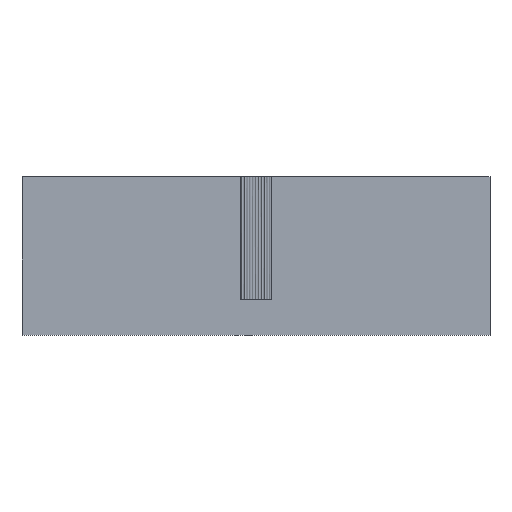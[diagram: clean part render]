
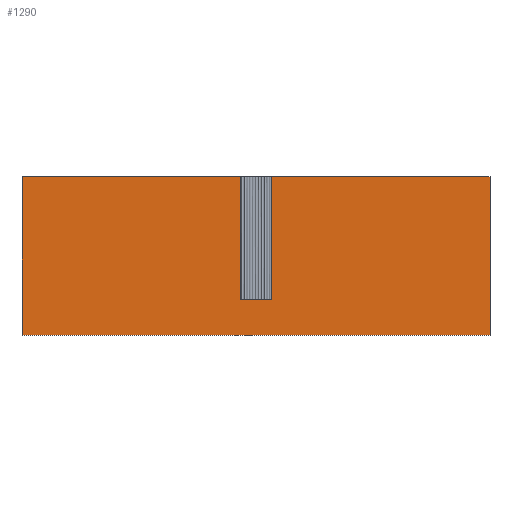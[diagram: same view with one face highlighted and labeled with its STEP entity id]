
A CAD part, top view. The second image highlights one B-rep face of the part: STEP entity #1290.
In plain terms, the highlighted planar face has unit normal (0, 0, 1).
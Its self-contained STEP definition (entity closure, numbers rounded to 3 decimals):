
#59=PLANE('',#1504);
#150=FACE_OUTER_BOUND('',#241,.T.);
#241=EDGE_LOOP('',(#1119,#1120,#1121,#1122,#1123,#1124,#1125,#1126,#1127,
#1128,#1129,#1130,#1131,#1132,#1133,#1134,#1135,#1136,#1137,#1138,#1139,
#1140,#1141,#1142,#1143,#1144,#1145));
#349=LINE('',#1988,#434);
#354=LINE('',#2012,#439);
#393=LINE('',#2256,#478);
#397=LINE('',#2263,#482);
#401=LINE('',#2270,#486);
#402=LINE('',#2272,#487);
#403=LINE('',#2274,#488);
#404=LINE('',#2276,#489);
#405=LINE('',#2278,#490);
#406=LINE('',#2280,#491);
#407=LINE('',#2283,#492);
#408=LINE('',#2286,#493);
#409=LINE('',#2288,#494);
#410=LINE('',#2290,#495);
#411=LINE('',#2292,#496);
#412=LINE('',#2294,#497);
#413=LINE('',#2296,#498);
#414=LINE('',#2298,#499);
#415=LINE('',#2300,#500);
#416=LINE('',#2302,#501);
#417=LINE('',#2304,#502);
#418=LINE('',#2306,#503);
#422=LINE('',#2314,#507);
#423=LINE('',#2317,#508);
#426=LINE('',#2328,#511);
#427=LINE('',#2330,#512);
#428=LINE('',#2331,#513);
#434=VECTOR('',#1513,10.);
#439=VECTOR('',#1536,10.);
#478=VECTOR('',#1875,10.);
#482=VECTOR('',#1879,10.);
#486=VECTOR('',#1885,10.);
#487=VECTOR('',#1888,10.);
#488=VECTOR('',#1891,10.);
#489=VECTOR('',#1894,10.);
#490=VECTOR('',#1897,10.);
#491=VECTOR('',#1900,10.);
#492=VECTOR('',#1903,10.);
#493=VECTOR('',#1908,10.);
#494=VECTOR('',#1911,10.);
#495=VECTOR('',#1914,10.);
#496=VECTOR('',#1917,10.);
#497=VECTOR('',#1920,10.);
#498=VECTOR('',#1923,10.);
#499=VECTOR('',#1926,10.);
#500=VECTOR('',#1929,10.);
#501=VECTOR('',#1932,10.);
#502=VECTOR('',#1935,10.);
#503=VECTOR('',#1938,10.);
#507=VECTOR('',#1946,10.);
#508=VECTOR('',#1951,10.);
#511=VECTOR('',#1968,10.);
#512=VECTOR('',#1969,10.);
#513=VECTOR('',#1970,10.);
#519=VERTEX_POINT('',#1986);
#520=VERTEX_POINT('',#1987);
#529=VERTEX_POINT('',#2010);
#530=VERTEX_POINT('',#2011);
#533=VERTEX_POINT('',#2021);
#536=VERTEX_POINT('',#2034);
#539=VERTEX_POINT('',#2047);
#542=VERTEX_POINT('',#2060);
#545=VERTEX_POINT('',#2073);
#548=VERTEX_POINT('',#2086);
#551=VERTEX_POINT('',#2099);
#554=VERTEX_POINT('',#2112);
#557=VERTEX_POINT('',#2125);
#562=VERTEX_POINT('',#2140);
#565=VERTEX_POINT('',#2151);
#568=VERTEX_POINT('',#2164);
#571=VERTEX_POINT('',#2177);
#574=VERTEX_POINT('',#2190);
#577=VERTEX_POINT('',#2203);
#580=VERTEX_POINT('',#2216);
#583=VERTEX_POINT('',#2229);
#584=VERTEX_POINT('',#2240);
#585=VERTEX_POINT('',#2255);
#588=VERTEX_POINT('',#2261);
#591=VERTEX_POINT('',#2282);
#594=VERTEX_POINT('',#2327);
#595=VERTEX_POINT('',#2329);
#598=EDGE_CURVE('',#519,#520,#349,.T.);
#609=EDGE_CURVE('',#529,#530,#354,.T.);
#742=EDGE_CURVE('',#585,#519,#393,.T.);
#746=EDGE_CURVE('',#530,#588,#397,.T.);
#750=EDGE_CURVE('',#571,#568,#401,.T.);
#751=EDGE_CURVE('',#574,#571,#402,.T.);
#752=EDGE_CURVE('',#577,#574,#403,.T.);
#753=EDGE_CURVE('',#580,#577,#404,.T.);
#754=EDGE_CURVE('',#583,#580,#405,.T.);
#755=EDGE_CURVE('',#584,#583,#406,.T.);
#756=EDGE_CURVE('',#591,#562,#407,.T.);
#758=EDGE_CURVE('',#562,#584,#408,.T.);
#759=EDGE_CURVE('',#565,#529,#409,.T.);
#760=EDGE_CURVE('',#568,#565,#410,.T.);
#761=EDGE_CURVE('',#551,#554,#411,.T.);
#762=EDGE_CURVE('',#548,#551,#412,.T.);
#763=EDGE_CURVE('',#545,#548,#413,.T.);
#764=EDGE_CURVE('',#542,#545,#414,.T.);
#765=EDGE_CURVE('',#539,#542,#415,.T.);
#766=EDGE_CURVE('',#536,#539,#416,.T.);
#767=EDGE_CURVE('',#520,#533,#417,.T.);
#768=EDGE_CURVE('',#533,#536,#418,.T.);
#772=EDGE_CURVE('',#554,#557,#422,.T.);
#774=EDGE_CURVE('',#557,#591,#423,.T.);
#778=EDGE_CURVE('',#588,#594,#426,.T.);
#779=EDGE_CURVE('',#594,#595,#427,.T.);
#780=EDGE_CURVE('',#595,#585,#428,.T.);
#1119=ORIENTED_EDGE('',*,*,#598,.T.);
#1120=ORIENTED_EDGE('',*,*,#767,.T.);
#1121=ORIENTED_EDGE('',*,*,#768,.T.);
#1122=ORIENTED_EDGE('',*,*,#766,.T.);
#1123=ORIENTED_EDGE('',*,*,#765,.T.);
#1124=ORIENTED_EDGE('',*,*,#764,.T.);
#1125=ORIENTED_EDGE('',*,*,#763,.T.);
#1126=ORIENTED_EDGE('',*,*,#762,.T.);
#1127=ORIENTED_EDGE('',*,*,#761,.T.);
#1128=ORIENTED_EDGE('',*,*,#772,.T.);
#1129=ORIENTED_EDGE('',*,*,#774,.T.);
#1130=ORIENTED_EDGE('',*,*,#756,.T.);
#1131=ORIENTED_EDGE('',*,*,#758,.T.);
#1132=ORIENTED_EDGE('',*,*,#755,.T.);
#1133=ORIENTED_EDGE('',*,*,#754,.T.);
#1134=ORIENTED_EDGE('',*,*,#753,.T.);
#1135=ORIENTED_EDGE('',*,*,#752,.T.);
#1136=ORIENTED_EDGE('',*,*,#751,.T.);
#1137=ORIENTED_EDGE('',*,*,#750,.T.);
#1138=ORIENTED_EDGE('',*,*,#760,.T.);
#1139=ORIENTED_EDGE('',*,*,#759,.T.);
#1140=ORIENTED_EDGE('',*,*,#609,.T.);
#1141=ORIENTED_EDGE('',*,*,#746,.T.);
#1142=ORIENTED_EDGE('',*,*,#778,.T.);
#1143=ORIENTED_EDGE('',*,*,#779,.T.);
#1144=ORIENTED_EDGE('',*,*,#780,.T.);
#1145=ORIENTED_EDGE('',*,*,#742,.T.);
#1290=ADVANCED_FACE('',(#150),#59,.T.);
#1504=AXIS2_PLACEMENT_3D('',#2326,#1966,#1967);
#1513=DIRECTION('',(0.,-1.,0.));
#1536=DIRECTION('',(0.,1.,0.));
#1875=DIRECTION('',(-1.,0.,0.));
#1879=DIRECTION('',(-1.,0.,0.));
#1885=DIRECTION('',(-1.,0.,0.));
#1888=DIRECTION('',(-1.,0.,0.));
#1891=DIRECTION('',(-1.,0.,0.));
#1894=DIRECTION('',(-1.,0.,0.));
#1897=DIRECTION('',(-1.,0.,0.));
#1900=DIRECTION('',(-1.,0.,0.));
#1903=DIRECTION('',(-1.,0.,0.));
#1908=DIRECTION('',(-1.,0.,0.));
#1911=DIRECTION('',(-1.,0.,0.));
#1914=DIRECTION('',(-1.,0.,0.));
#1917=DIRECTION('',(-1.,0.,0.));
#1920=DIRECTION('',(-1.,0.,0.));
#1923=DIRECTION('',(-1.,0.,0.));
#1926=DIRECTION('',(-1.,0.,0.));
#1929=DIRECTION('',(-1.,0.,0.));
#1932=DIRECTION('',(-1.,0.,0.));
#1935=DIRECTION('',(-1.,0.,0.));
#1938=DIRECTION('',(-1.,0.,0.));
#1946=DIRECTION('',(-1.,0.,0.));
#1951=DIRECTION('',(-1.,0.,0.));
#1966=DIRECTION('center_axis',(0.,0.,1.));
#1967=DIRECTION('ref_axis',(1.,0.,0.));
#1968=DIRECTION('',(0.,-1.,0.));
#1969=DIRECTION('',(1.,0.,0.));
#1970=DIRECTION('',(0.,1.,0.));
#1986=CARTESIAN_POINT('',(2.5,12.9,4.));
#1987=CARTESIAN_POINT('',(2.5,-7.1,4.));
#1988=CARTESIAN_POINT('',(2.5,6.45,4.));
#2010=CARTESIAN_POINT('',(-2.5,-7.1,4.));
#2011=CARTESIAN_POINT('',(-2.5,12.9,4.));
#2012=CARTESIAN_POINT('',(-2.5,-3.55,4.));
#2021=CARTESIAN_POINT('',(2.25,-7.1,4.));
#2034=CARTESIAN_POINT('',(2.,-7.1,4.));
#2047=CARTESIAN_POINT('',(1.75,-7.1,4.));
#2060=CARTESIAN_POINT('',(1.5,-7.1,4.));
#2073=CARTESIAN_POINT('',(1.25,-7.1,4.));
#2086=CARTESIAN_POINT('',(1.,-7.1,4.));
#2099=CARTESIAN_POINT('',(0.75,-7.1,4.));
#2112=CARTESIAN_POINT('',(0.5,-7.1,4.));
#2125=CARTESIAN_POINT('',(0.25,-7.1,4.));
#2140=CARTESIAN_POINT('',(-0.25,-7.1,4.));
#2151=CARTESIAN_POINT('',(-2.25,-7.1,4.));
#2164=CARTESIAN_POINT('',(-2.,-7.1,4.));
#2177=CARTESIAN_POINT('',(-1.75,-7.1,4.));
#2190=CARTESIAN_POINT('',(-1.5,-7.1,4.));
#2203=CARTESIAN_POINT('',(-1.25,-7.1,4.));
#2216=CARTESIAN_POINT('',(-1.,-7.1,4.));
#2229=CARTESIAN_POINT('',(-0.75,-7.1,4.));
#2240=CARTESIAN_POINT('',(-0.5,-7.1,4.));
#2255=CARTESIAN_POINT('',(38.,12.9,4.));
#2256=CARTESIAN_POINT('',(38.,12.9,4.));
#2261=CARTESIAN_POINT('',(-38.,12.9,4.));
#2263=CARTESIAN_POINT('',(38.,12.9,4.));
#2270=CARTESIAN_POINT('',(1.25,-7.1,4.));
#2272=CARTESIAN_POINT('',(1.25,-7.1,4.));
#2274=CARTESIAN_POINT('',(1.25,-7.1,4.));
#2276=CARTESIAN_POINT('',(1.25,-7.1,4.));
#2278=CARTESIAN_POINT('',(1.25,-7.1,4.));
#2280=CARTESIAN_POINT('',(1.25,-7.1,4.));
#2282=CARTESIAN_POINT('',(0.,-7.1,4.));
#2283=CARTESIAN_POINT('',(1.25,-7.1,4.));
#2286=CARTESIAN_POINT('',(1.25,-7.1,4.));
#2288=CARTESIAN_POINT('',(1.25,-7.1,4.));
#2290=CARTESIAN_POINT('',(1.25,-7.1,4.));
#2292=CARTESIAN_POINT('',(1.25,-7.1,4.));
#2294=CARTESIAN_POINT('',(1.25,-7.1,4.));
#2296=CARTESIAN_POINT('',(1.25,-7.1,4.));
#2298=CARTESIAN_POINT('',(1.25,-7.1,4.));
#2300=CARTESIAN_POINT('',(1.25,-7.1,4.));
#2302=CARTESIAN_POINT('',(1.25,-7.1,4.));
#2304=CARTESIAN_POINT('',(1.25,-7.1,4.));
#2306=CARTESIAN_POINT('',(1.25,-7.1,4.));
#2314=CARTESIAN_POINT('',(1.25,-7.1,4.));
#2317=CARTESIAN_POINT('',(1.25,-7.1,4.));
#2326=CARTESIAN_POINT('Origin',(0.,0.,4.));
#2327=CARTESIAN_POINT('',(-38.,-12.9,4.));
#2328=CARTESIAN_POINT('',(-38.,12.9,4.));
#2329=CARTESIAN_POINT('',(38.,-12.9,4.));
#2330=CARTESIAN_POINT('',(-38.,-12.9,4.));
#2331=CARTESIAN_POINT('',(38.,-12.9,4.));
